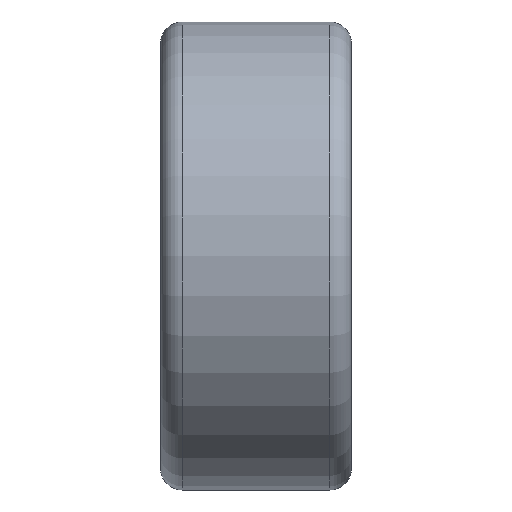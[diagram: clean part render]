
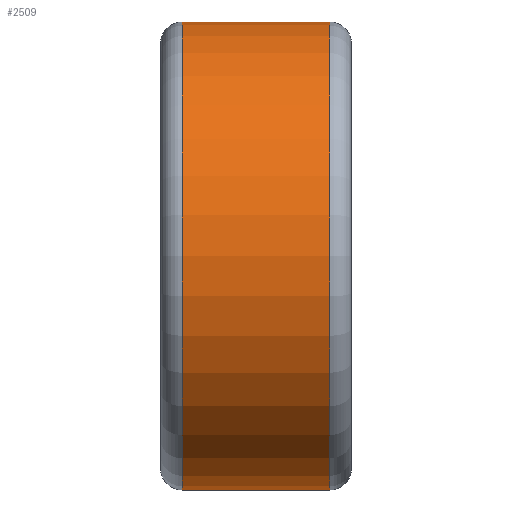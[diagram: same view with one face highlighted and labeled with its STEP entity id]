
A CAD part, top view. The second image highlights one B-rep face of the part: STEP entity #2509.
In plain terms, the highlighted cylindrical face has radius 32.5 mm (diameter 65 mm), a partial arc.
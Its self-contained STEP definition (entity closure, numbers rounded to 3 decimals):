
#152 = CIRCLE ( 'NONE', #1940, 32.5 ) ;
#296 = CARTESIAN_POINT ( 'NONE',  ( 23.5, -32.5, 0. ) ) ;
#330 = DIRECTION ( 'NONE',  ( 1., 0., 0. ) ) ;
#379 = AXIS2_PLACEMENT_3D ( 'NONE', #1325, #330, #868 ) ;
#523 = ORIENTED_EDGE ( 'NONE', *, *, #2691, .F. ) ;
#538 = ORIENTED_EDGE ( 'NONE', *, *, #2256, .T. ) ;
#688 = DIRECTION ( 'NONE',  ( -1., 0., 0. ) ) ;
#868 = DIRECTION ( 'NONE',  ( 0., 1., 0. ) ) ;
#987 = ORIENTED_EDGE ( 'NONE', *, *, #1043, .F. ) ;
#1043 = EDGE_CURVE ( 'NONE', #2534, #1351, #152, .T. ) ;
#1068 = CARTESIAN_POINT ( 'NONE',  ( 23.5, 32.5, 0. ) ) ;
#1218 = EDGE_LOOP ( 'NONE', ( #987, #3297, #538, #523 ) ) ;
#1325 = CARTESIAN_POINT ( 'NONE',  ( 0., 0., 0. ) ) ;
#1351 = VERTEX_POINT ( 'NONE', #2642 ) ;
#1402 = CARTESIAN_POINT ( 'NONE',  ( 23.5, 0., 0. ) ) ;
#1450 = CARTESIAN_POINT ( 'NONE',  ( 3., 0., 0. ) ) ;
#1742 = CARTESIAN_POINT ( 'NONE',  ( 0., 32.5, 0. ) ) ;
#1897 = VECTOR ( 'NONE', #2521, 1000. ) ;
#1940 = AXIS2_PLACEMENT_3D ( 'NONE', #1450, #2749, #3254 ) ;
#2026 = DIRECTION ( 'NONE',  ( 1., 0., 0. ) ) ;
#2065 = DIRECTION ( 'NONE',  ( 0., 1., 0. ) ) ;
#2256 = EDGE_CURVE ( 'NONE', #2326, #2909, #3145, .T. ) ;
#2326 = VERTEX_POINT ( 'NONE', #296 ) ;
#2331 = VECTOR ( 'NONE', #2026, 1000. ) ;
#2506 = LINE ( 'NONE', #1742, #1897 ) ;
#2509 = ADVANCED_FACE ( 'NONE', ( #2899 ), #2644, .T. ) ;
#2521 = DIRECTION ( 'NONE',  ( 1., 0., 0. ) ) ;
#2534 = VERTEX_POINT ( 'NONE', #2782 ) ;
#2539 = LINE ( 'NONE', #3064, #2331 ) ;
#2642 = CARTESIAN_POINT ( 'NONE',  ( 3., 32.5, 0. ) ) ;
#2644 = CYLINDRICAL_SURFACE ( 'NONE', #379, 32.5 ) ;
#2691 = EDGE_CURVE ( 'NONE', #1351, #2909, #2506, .T. ) ;
#2701 = EDGE_CURVE ( 'NONE', #2534, #2326, #2539, .T. ) ;
#2749 = DIRECTION ( 'NONE',  ( -1., 0., 0. ) ) ;
#2782 = CARTESIAN_POINT ( 'NONE',  ( 3., -32.5, 0. ) ) ;
#2899 = FACE_OUTER_BOUND ( 'NONE', #1218, .T. ) ;
#2909 = VERTEX_POINT ( 'NONE', #1068 ) ;
#3040 = AXIS2_PLACEMENT_3D ( 'NONE', #1402, #688, #2065 ) ;
#3064 = CARTESIAN_POINT ( 'NONE',  ( 0., -32.5, 0. ) ) ;
#3145 = CIRCLE ( 'NONE', #3040, 32.5 ) ;
#3254 = DIRECTION ( 'NONE',  ( 0., 1., 0. ) ) ;
#3297 = ORIENTED_EDGE ( 'NONE', *, *, #2701, .T. ) ;
